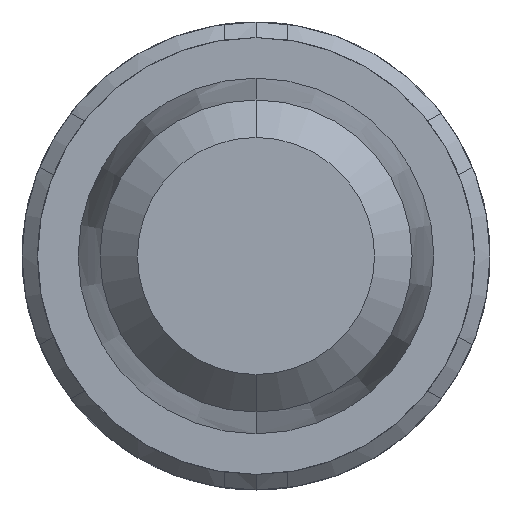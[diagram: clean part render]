
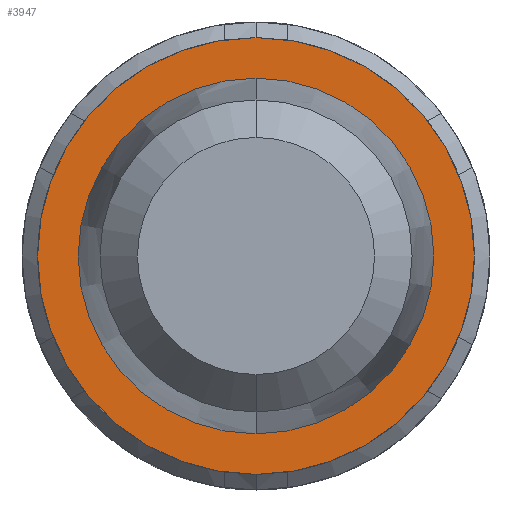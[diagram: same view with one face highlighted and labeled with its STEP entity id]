
A CAD part, front view. The second image highlights one B-rep face of the part: STEP entity #3947.
In plain terms, the highlighted planar face has unit normal (0, -1, 0).
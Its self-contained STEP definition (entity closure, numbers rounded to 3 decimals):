
#77 = FACE_BOUND ( 'NONE', #4226, .T. ) ;
#78 = ORIENTED_EDGE ( 'NONE', *, *, #1925, .T. ) ;
#96 = CARTESIAN_POINT ( 'NONE',  ( 0., 26., 0.7 ) ) ;
#101 = CARTESIAN_POINT ( 'NONE',  ( 0., 26., -0.7 ) ) ;
#173 = CIRCLE ( 'NONE', #3272, 0.57 ) ;
#227 = AXIS2_PLACEMENT_3D ( 'NONE', #3435, #1782, #2599 ) ;
#237 = CIRCLE ( 'NONE', #979, 0.7 ) ;
#244 = EDGE_CURVE ( 'Defeature ausgef�hrt2_37+Defeature ausgef�hrt2_38+Defeature ausgef�hrt2_38+Defeature ausgef�hrt2_38', #3879, #2126, #173, .T. ) ;
#385 = CARTESIAN_POINT ( 'NONE',  ( 0., 26., 0. ) ) ;
#520 = ORIENTED_EDGE ( 'NONE', *, *, #1897, .T. ) ;
#576 = FACE_OUTER_BOUND ( 'NONE', #3660, .T. ) ;
#725 = DIRECTION ( 'NONE',  ( 0., 0., -1. ) ) ;
#838 = ORIENTED_EDGE ( 'NONE', *, *, #1964, .F. ) ;
#979 = AXIS2_PLACEMENT_3D ( 'NONE', #3723, #4503, #3352 ) ;
#1782 = DIRECTION ( 'NONE',  ( 0., -1., 0. ) ) ;
#1856 = CARTESIAN_POINT ( 'NONE',  ( 0., 26., 0.57 ) ) ;
#1893 = CIRCLE ( 'NONE', #2145, 0.7 ) ;
#1897 = EDGE_CURVE ( 'Defeature ausgef�hrt2_38+Defeature ausgef�hrt2_39+Defeature ausgef�hrt2_39+Defeature ausgef�hrt2_39', #3432, #3816, #237, .T. ) ;
#1925 = EDGE_CURVE ( 'Defeature ausgef�hrt2_38+Defeature ausgef�hrt2_39+Defeature ausgef�hrt2_39+Defeature ausgef�hrt2_39', #3816, #3432, #1893, .T. ) ;
#1964 = EDGE_CURVE ( 'Defeature ausgef�hrt2_37+Defeature ausgef�hrt2_38+Defeature ausgef�hrt2_38+Defeature ausgef�hrt2_38', #2126, #3879, #2856, .T. ) ;
#1993 = PLANE ( 'NONE',  #3207 ) ;
#2126 = VERTEX_POINT ( 'NONE', #1856 ) ;
#2145 = AXIS2_PLACEMENT_3D ( 'NONE', #4534, #4147, #4085 ) ;
#2441 = DIRECTION ( 'NONE',  ( 0., 0., -1. ) ) ;
#2599 = DIRECTION ( 'NONE',  ( 0., 0., -1. ) ) ;
#2856 = CIRCLE ( 'NONE', #227, 0.57 ) ;
#3207 = AXIS2_PLACEMENT_3D ( 'NONE', #4796, #3622, #725 ) ;
#3272 = AXIS2_PLACEMENT_3D ( 'NONE', #385, #4438, #2441 ) ;
#3352 = DIRECTION ( 'NONE',  ( 0., 0., -1. ) ) ;
#3432 = VERTEX_POINT ( 'NONE', #101 ) ;
#3435 = CARTESIAN_POINT ( 'NONE',  ( 0., 26., 0. ) ) ;
#3622 = DIRECTION ( 'NONE',  ( 0., -1., 0. ) ) ;
#3660 = EDGE_LOOP ( 'NONE', ( #520, #78 ) ) ;
#3723 = CARTESIAN_POINT ( 'NONE',  ( 0., 26., 0. ) ) ;
#3816 = VERTEX_POINT ( 'NONE', #96 ) ;
#3879 = VERTEX_POINT ( 'NONE', #4255 ) ;
#3947 = ADVANCED_FACE ( 'Defeature ausgef�hrt2_38', ( #576, #77 ), #1993, .T. ) ;
#4085 = DIRECTION ( 'NONE',  ( 0., 0., -1. ) ) ;
#4147 = DIRECTION ( 'NONE',  ( 0., -1., 0. ) ) ;
#4226 = EDGE_LOOP ( 'NONE', ( #838, #5109 ) ) ;
#4255 = CARTESIAN_POINT ( 'NONE',  ( 0., 26., -0.57 ) ) ;
#4438 = DIRECTION ( 'NONE',  ( 0., -1., 0. ) ) ;
#4503 = DIRECTION ( 'NONE',  ( 0., -1., 0. ) ) ;
#4534 = CARTESIAN_POINT ( 'NONE',  ( 0., 26., 0. ) ) ;
#4796 = CARTESIAN_POINT ( 'NONE',  ( 0.57, 26., 0. ) ) ;
#5109 = ORIENTED_EDGE ( 'NONE', *, *, #244, .F. ) ;
